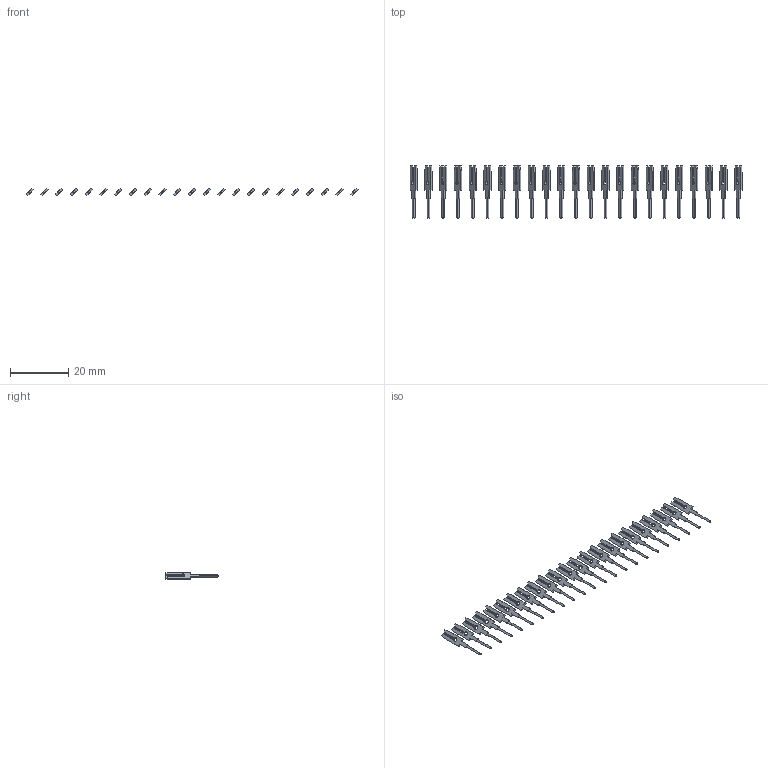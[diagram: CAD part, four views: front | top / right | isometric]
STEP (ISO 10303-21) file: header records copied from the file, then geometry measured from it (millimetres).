
FILE_DESCRIPTION (( 'STEP AP203' ), '1' );
FILE_NAME ('106-023-251-200.STEP', '2020-04-16T19:18:46', ( '' ), ( '' ), 'SwSTEP 2.0', 'SolidWorks 2016', '' );
FILE_SCHEMA (( 'CONFIG_CONTROL_DESIGN' ));
Length unit declared in the file: inch
Products named in the file (2): 100-290-001_100-290-251; 106-023-251-200
Assembly tree (23 placements, depth 2):
  106-023-251-200
    100-290-001_100-290-251  x23
Bounding box: 114.29 x 17.91 x 2.53 mm (x, y, z)
Volume: 420.5 mm3; surface area: 2067 mm2
Topology: 23 solids, 23 shells, 644 faces, 1794 edges, 1196 vertices
Faces by surface type: plane 506, cylinder 138
Entity records: 1798 total; most frequent: CARTESIAN_POINT 196, DIRECTION 194, ORIENTED_EDGE 156, EDGE_CURVE 78, AXIS2_PLACEMENT_3D 66, VECTOR 62, LINE 62, CALENDAR_DATE 56
